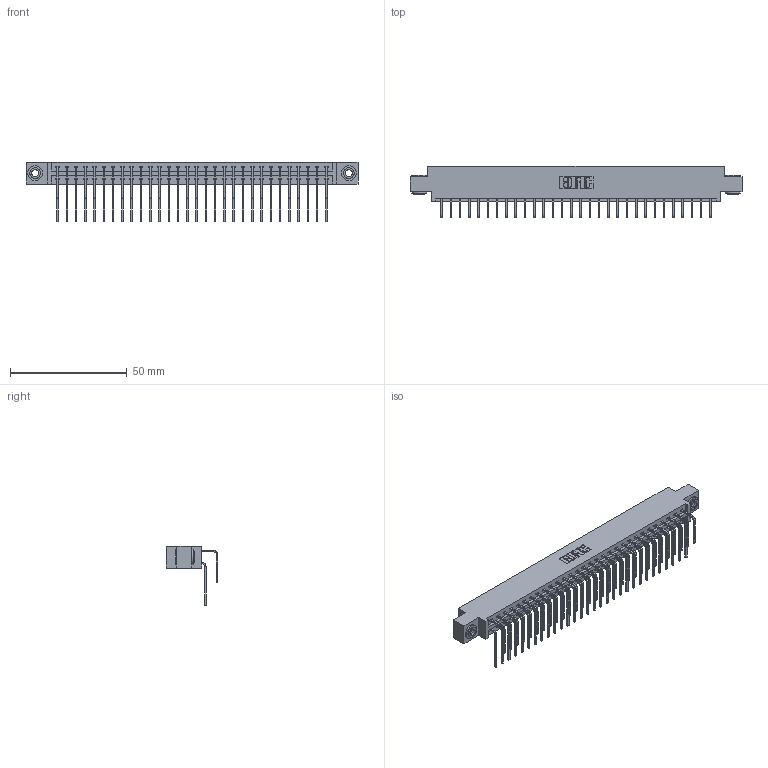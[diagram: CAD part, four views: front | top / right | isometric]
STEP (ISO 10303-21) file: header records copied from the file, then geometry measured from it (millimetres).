
FILE_DESCRIPTION (( 'STEP AP203' ), '1' );
FILE_NAME ('337-060-558-803.STEP', '2019-10-11T22:03:22', ( '' ), ( '' ), 'SwSTEP 2.0', 'SolidWorks 2016', '' );
FILE_SCHEMA (( 'CONFIG_CONTROL_DESIGN' ));
Length unit declared in the file: inch
Products named in the file (5): 345-292-001_558 Tail - 2; 337 Part_0.170 Offset - 0.156 Dia-TH; 337-060-558-803; 345-250-002_345-250-002-102; 345-292-001_558 559 Tail - 1
Assembly tree (63 placements, depth 2):
  337-060-558-803
    337 Part_0.170 Offset - 0.156 Dia-TH
    345-292-001_558 559 Tail - 1  x30
    345-292-001_558 Tail - 2  x30
    345-250-002_345-250-002-102  x2
Bounding box: 141.88 x 22.17 x 25.53 mm (x, y, z)
Volume: 15041.2 mm3; surface area: 18957.7 mm2
Topology: 63 solids, 63 shells, 3516 faces, 10419 edges, 6862 vertices
Faces by surface type: plane 2484, cylinder 1024, cone 8
Entity records: 27378 total; most frequent: CARTESIAN_POINT 4644, ORIENTED_EDGE 4522, DIRECTION 3987, EDGE_CURVE 2261, LINE 2069, VECTOR 2069, VERTEX_POINT 1502, AXIS2_PLACEMENT_3D 959
